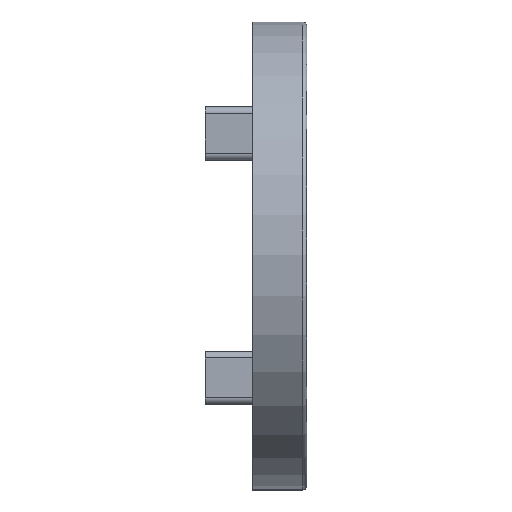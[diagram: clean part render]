
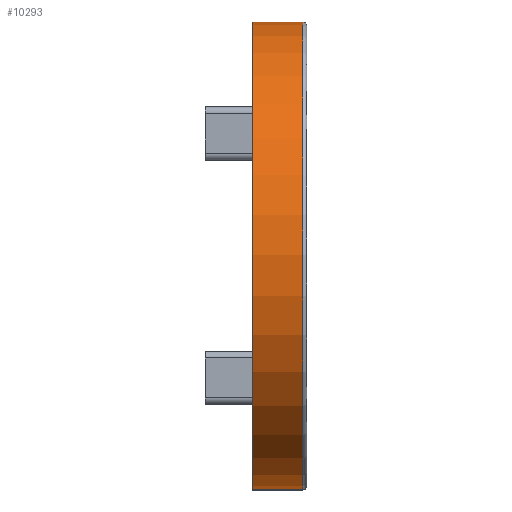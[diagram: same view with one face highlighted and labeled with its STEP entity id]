
A CAD part, top view. The second image highlights one B-rep face of the part: STEP entity #10293.
In plain terms, the highlighted cylindrical face has radius 17.25 mm (diameter 34.5 mm), a partial arc.
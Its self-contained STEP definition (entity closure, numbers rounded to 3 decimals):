
#1552 = EDGE_CURVE ( 'NONE', #9935, #2849, #15909, .T. ) ;
#2468 = CARTESIAN_POINT ( 'NONE',  ( 3.7, 17.25, 20.25 ) ) ;
#2749 = DIRECTION ( 'NONE',  ( -1., 0., 0. ) ) ;
#2849 = VERTEX_POINT ( 'NONE', #14720 ) ;
#3996 = CARTESIAN_POINT ( 'NONE',  ( 3.7, -17.25, 20.25 ) ) ;
#4036 = EDGE_LOOP ( 'NONE', ( #4642, #14520, #15695, #10448 ) ) ;
#4481 = CARTESIAN_POINT ( 'NONE',  ( 0., 17.25, 20.25 ) ) ;
#4642 = ORIENTED_EDGE ( 'NONE', *, *, #1552, .F. ) ;
#5236 = DIRECTION ( 'NONE',  ( 0., 0., -1. ) ) ;
#5287 = VECTOR ( 'NONE', #16413, 1000. ) ;
#6697 = CARTESIAN_POINT ( 'NONE',  ( 3.7, 0., 20.25 ) ) ;
#6946 = CARTESIAN_POINT ( 'NONE',  ( 4., 17.25, 20.25 ) ) ;
#8563 = DIRECTION ( 'NONE',  ( 0., 0., 1. ) ) ;
#8577 = VERTEX_POINT ( 'NONE', #2468 ) ;
#8592 = EDGE_CURVE ( 'NONE', #8577, #19125, #16090, .T. ) ;
#9935 = VERTEX_POINT ( 'NONE', #3996 ) ;
#10293 = ADVANCED_FACE ( 'NONE', ( #11752 ), #15025, .T. ) ;
#10448 = ORIENTED_EDGE ( 'NONE', *, *, #11214, .T. ) ;
#11214 = EDGE_CURVE ( 'NONE', #19125, #2849, #11220, .T. ) ;
#11220 = CIRCLE ( 'NONE', #13023, 17.25 ) ;
#11377 = CIRCLE ( 'NONE', #15192, 17.25 ) ;
#11752 = FACE_OUTER_BOUND ( 'NONE', #4036, .T. ) ;
#11839 = CARTESIAN_POINT ( 'NONE',  ( 4., 0., 20.25 ) ) ;
#12842 = DIRECTION ( 'NONE',  ( 1., 0., 0. ) ) ;
#13023 = AXIS2_PLACEMENT_3D ( 'NONE', #14303, #12842, #20964 ) ;
#13302 = CARTESIAN_POINT ( 'NONE',  ( 4., -17.25, 20.25 ) ) ;
#14027 = VECTOR ( 'NONE', #2749, 1000. ) ;
#14303 = CARTESIAN_POINT ( 'NONE',  ( 0., 0., 20.25 ) ) ;
#14520 = ORIENTED_EDGE ( 'NONE', *, *, #16641, .T. ) ;
#14637 = DIRECTION ( 'NONE',  ( -1., 0., 0. ) ) ;
#14720 = CARTESIAN_POINT ( 'NONE',  ( 0., -17.25, 20.25 ) ) ;
#15025 = CYLINDRICAL_SURFACE ( 'NONE', #18143, 17.25 ) ;
#15192 = AXIS2_PLACEMENT_3D ( 'NONE', #6697, #14637, #5236 ) ;
#15695 = ORIENTED_EDGE ( 'NONE', *, *, #8592, .T. ) ;
#15909 = LINE ( 'NONE', #13302, #5287 ) ;
#16090 = LINE ( 'NONE', #6946, #14027 ) ;
#16413 = DIRECTION ( 'NONE',  ( -1., 0., 0. ) ) ;
#16641 = EDGE_CURVE ( 'NONE', #9935, #8577, #11377, .T. ) ;
#18143 = AXIS2_PLACEMENT_3D ( 'NONE', #11839, #18266, #8563 ) ;
#18266 = DIRECTION ( 'NONE',  ( -1., 0., 0. ) ) ;
#19125 = VERTEX_POINT ( 'NONE', #4481 ) ;
#20964 = DIRECTION ( 'NONE',  ( 0., 0., -1. ) ) ;
